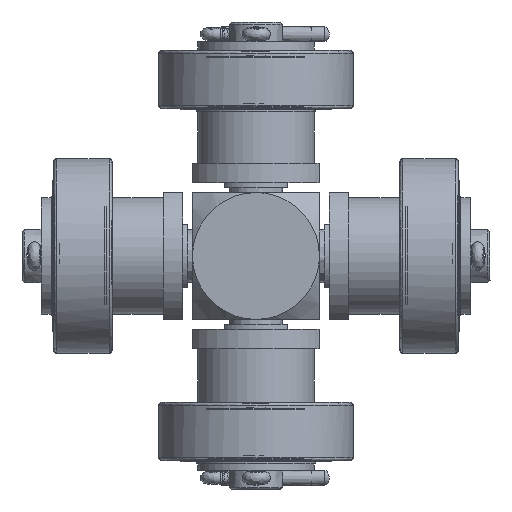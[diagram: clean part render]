
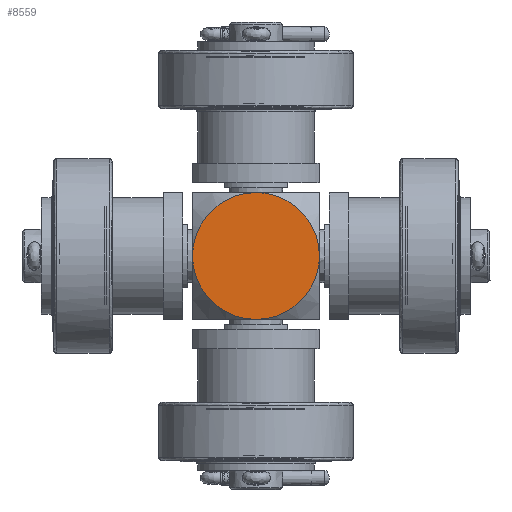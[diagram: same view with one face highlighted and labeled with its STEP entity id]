
A CAD part, left-side view. The second image highlights one B-rep face of the part: STEP entity #8559.
In plain terms, the highlighted free-form (B-spline) face has degree [1, 1] with [2, 2] control points.
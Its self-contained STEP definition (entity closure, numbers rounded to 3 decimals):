
#8212 = VERTEX_POINT('',#8213);
#8213 = CARTESIAN_POINT('',(-30.063,15.622,
    -38.455));
#8286 = VERTEX_POINT('',#8287);
#8287 = CARTESIAN_POINT('',(-30.063,0.,
    -22.833));
#8360 = VERTEX_POINT('',#8361);
#8361 = CARTESIAN_POINT('',(-30.063,15.622,
    -7.21));
#8428 = VERTEX_POINT('',#8429);
#8429 = CARTESIAN_POINT('',(-30.063,31.245,
    -22.833));
#8491 = EDGE_CURVE('',#8212,#8286,#8492,.T.);
#8492 = ( BOUNDED_CURVE() B_SPLINE_CURVE(2,(#8493,#8494,#8495),
.UNSPECIFIED.,.F.,.F.) B_SPLINE_CURVE_WITH_KNOTS((3,3),(0.,
1.571),.PIECEWISE_BEZIER_KNOTS.) CURVE() 
GEOMETRIC_REPRESENTATION_ITEM() RATIONAL_B_SPLINE_CURVE((1.,
0.707,1.)) REPRESENTATION_ITEM('') );
#8493 = CARTESIAN_POINT('',(-30.063,15.622,
    -38.455));
#8494 = CARTESIAN_POINT('',(-30.063,0.,
    -38.455));
#8495 = CARTESIAN_POINT('',(-30.063,0.,
    -22.833));
#8509 = EDGE_CURVE('',#8286,#8360,#8510,.T.);
#8510 = ( BOUNDED_CURVE() B_SPLINE_CURVE(2,(#8511,#8512,#8513),
.UNSPECIFIED.,.F.,.F.) B_SPLINE_CURVE_WITH_KNOTS((3,3),(1.571,
3.142),.PIECEWISE_BEZIER_KNOTS.) CURVE() 
GEOMETRIC_REPRESENTATION_ITEM() RATIONAL_B_SPLINE_CURVE((1.,
0.707,1.)) REPRESENTATION_ITEM('') );
#8511 = CARTESIAN_POINT('',(-30.063,0.,
    -22.833));
#8512 = CARTESIAN_POINT('',(-30.063,0.,
    -7.21));
#8513 = CARTESIAN_POINT('',(-30.063,15.622,
    -7.21));
#8527 = EDGE_CURVE('',#8360,#8428,#8528,.T.);
#8528 = ( BOUNDED_CURVE() B_SPLINE_CURVE(2,(#8529,#8530,#8531),
.UNSPECIFIED.,.F.,.F.) B_SPLINE_CURVE_WITH_KNOTS((3,3),(3.142,
4.712),.PIECEWISE_BEZIER_KNOTS.) CURVE() 
GEOMETRIC_REPRESENTATION_ITEM() RATIONAL_B_SPLINE_CURVE((1.,
0.707,1.)) REPRESENTATION_ITEM('') );
#8529 = CARTESIAN_POINT('',(-30.063,15.622,
    -7.21));
#8530 = CARTESIAN_POINT('',(-30.063,31.245,
    -7.21));
#8531 = CARTESIAN_POINT('',(-30.063,31.245,
    -22.833));
#8546 = EDGE_CURVE('',#8212,#8428,#8547,.T.);
#8547 = ( BOUNDED_CURVE() B_SPLINE_CURVE(2,(#8548,#8549,#8550),
.UNSPECIFIED.,.F.,.F.) B_SPLINE_CURVE_WITH_KNOTS((3,3),(0.,
1.571),.PIECEWISE_BEZIER_KNOTS.) CURVE() 
GEOMETRIC_REPRESENTATION_ITEM() RATIONAL_B_SPLINE_CURVE((1.,
0.707,1.)) REPRESENTATION_ITEM('') );
#8548 = CARTESIAN_POINT('',(-30.063,15.622,
    -38.455));
#8549 = CARTESIAN_POINT('',(-30.063,31.245,
    -38.455));
#8550 = CARTESIAN_POINT('',(-30.063,31.245,
    -22.833));
#8559 = ADVANCED_FACE('',(#8560),#8566,.F.);
#8560 = FACE_BOUND('',#8561,.T.);
#8561 = EDGE_LOOP('',(#8562,#8563,#8564,#8565));
#8562 = ORIENTED_EDGE('',*,*,#8546,.F.);
#8563 = ORIENTED_EDGE('',*,*,#8491,.T.);
#8564 = ORIENTED_EDGE('',*,*,#8509,.T.);
#8565 = ORIENTED_EDGE('',*,*,#8527,.T.);
#8566 = B_SPLINE_SURFACE_WITH_KNOTS('',1,1,(
    (#8567,#8568)
    ,(#8569,#8570
    )),.UNSPECIFIED.,.F.,.F.,.F.,(2,2),(2,2),(-13.,13.),(-13.,13.),
  .PIECEWISE_BEZIER_KNOTS.);
#8567 = CARTESIAN_POINT('',(-30.063,0.,
    -7.21));
#8568 = CARTESIAN_POINT('',(-30.063,31.245,
    -7.21));
#8569 = CARTESIAN_POINT('',(-30.063,0.,
    -38.455));
#8570 = CARTESIAN_POINT('',(-30.063,31.245,
    -38.455));
